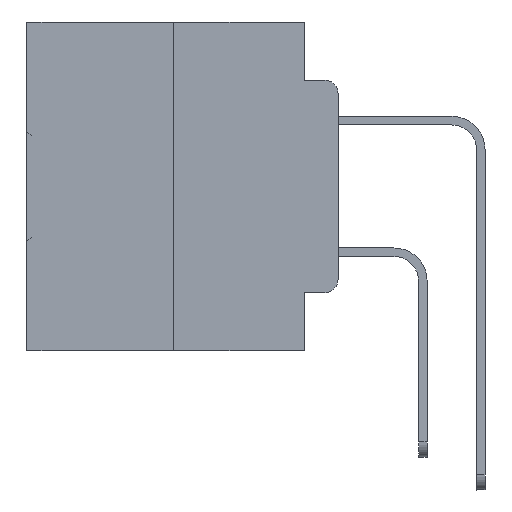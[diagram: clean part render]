
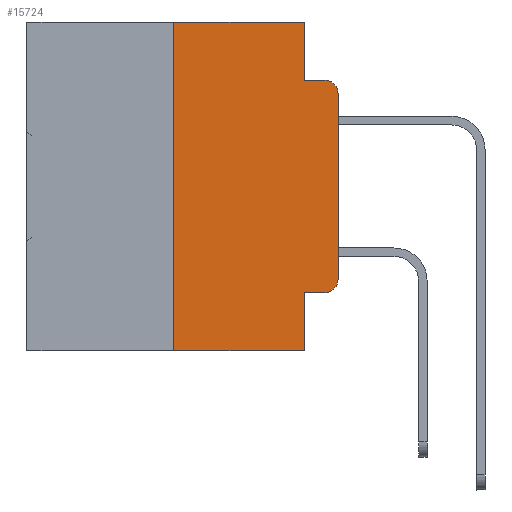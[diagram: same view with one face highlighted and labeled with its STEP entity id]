
A CAD part, left-side view. The second image highlights one B-rep face of the part: STEP entity #15724.
In plain terms, the highlighted planar face has unit normal (-1, 0, 0).
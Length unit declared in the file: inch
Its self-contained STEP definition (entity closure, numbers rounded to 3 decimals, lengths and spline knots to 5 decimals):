
#349 = DIRECTION ( 'NONE',  ( 0., -1., 0. ) ) ;
#402 = CIRCLE ( 'NONE', #29944, 0.02 ) ;
#539 = VECTOR ( 'NONE', #29339, 39.37008 ) ;
#934 = VERTEX_POINT ( 'NONE', #9003 ) ;
#1372 = CARTESIAN_POINT ( 'NONE',  ( 0., 0., 0. ) ) ;
#1432 = LINE ( 'NONE', #34785, #539 ) ;
#1684 = VERTEX_POINT ( 'NONE', #15164 ) ;
#2839 = VECTOR ( 'NONE', #31454, 39.37008 ) ;
#3321 = CARTESIAN_POINT ( 'NONE',  ( 0., 0.02, -0.3915 ) ) ;
#3425 = CARTESIAN_POINT ( 'NONE',  ( 0., 0.02, -0.1085 ) ) ;
#3742 = EDGE_CURVE ( 'NONE', #22830, #35148, #21996, .T. ) ;
#4304 = CARTESIAN_POINT ( 'NONE',  ( 0., 0.051, -0.0885 ) ) ;
#5290 = DIRECTION ( 'NONE',  ( 0., 0., -1. ) ) ;
#5413 = ORIENTED_EDGE ( 'NONE', *, *, #29089, .T. ) ;
#6183 = DIRECTION ( 'NONE',  ( 0., 0., -1. ) ) ;
#6283 = DIRECTION ( 'NONE',  ( 0., 0., -1. ) ) ;
#7581 = DIRECTION ( 'NONE',  ( 0., -1., 0. ) ) ;
#7852 = VECTOR ( 'NONE', #29588, 39.37008 ) ;
#8562 = CARTESIAN_POINT ( 'NONE',  ( 0., 0., -0.3915 ) ) ;
#8968 = VECTOR ( 'NONE', #16824, 39.37008 ) ;
#9003 = CARTESIAN_POINT ( 'NONE',  ( 0., 0.051, -0.4115 ) ) ;
#9079 = FACE_OUTER_BOUND ( 'NONE', #17838, .T. ) ;
#9442 = ORIENTED_EDGE ( 'NONE', *, *, #26492, .F. ) ;
#9456 = CARTESIAN_POINT ( 'NONE',  ( 0., 0.473, 0. ) ) ;
#10604 = DIRECTION ( 'NONE',  ( 0., -1., 0. ) ) ;
#10657 = ORIENTED_EDGE ( 'NONE', *, *, #3742, .T. ) ;
#11354 = EDGE_CURVE ( 'NONE', #25027, #14939, #26143, .T. ) ;
#12845 = VERTEX_POINT ( 'NONE', #25448 ) ;
#13252 = EDGE_CURVE ( 'NONE', #12845, #25027, #31316, .T. ) ;
#13329 = VECTOR ( 'NONE', #349, 39.37008 ) ;
#14603 = CARTESIAN_POINT ( 'NONE',  ( 0., 0.051, -0.4115 ) ) ;
#14939 = VERTEX_POINT ( 'NONE', #25298 ) ;
#15131 = DIRECTION ( 'NONE',  ( 0., 0., -1. ) ) ;
#15164 = CARTESIAN_POINT ( 'NONE',  ( 0., 0.25, -0.5 ) ) ;
#15606 = ORIENTED_EDGE ( 'NONE', *, *, #27256, .T. ) ;
#15724 = ADVANCED_FACE ( 'NONE', ( #9079 ), #26357, .F. ) ;
#16111 = AXIS2_PLACEMENT_3D ( 'NONE', #3321, #23103, #6183 ) ;
#16574 = VERTEX_POINT ( 'NONE', #34358 ) ;
#16824 = DIRECTION ( 'NONE',  ( 0., 0., 1. ) ) ;
#17030 = VECTOR ( 'NONE', #7581, 39.37008 ) ;
#17062 = EDGE_CURVE ( 'NONE', #1684, #16574, #31452, .T. ) ;
#17199 = VERTEX_POINT ( 'NONE', #31422 ) ;
#17239 = VECTOR ( 'NONE', #5290, 39.37008 ) ;
#17378 = CARTESIAN_POINT ( 'NONE',  ( 0., 0., -0.1085 ) ) ;
#17838 = EDGE_LOOP ( 'NONE', ( #10657, #5413, #36138, #21742, #32716, #30146, #15606, #9442, #19642, #35828 ) ) ;
#18657 = VECTOR ( 'NONE', #10604, 39.37008 ) ;
#19411 = CARTESIAN_POINT ( 'NONE',  ( 0., 0.051, 0. ) ) ;
#19642 = ORIENTED_EDGE ( 'NONE', *, *, #28386, .T. ) ;
#21739 = LINE ( 'NONE', #14603, #13329 ) ;
#21742 = ORIENTED_EDGE ( 'NONE', *, *, #13252, .F. ) ;
#21996 = LINE ( 'NONE', #1372, #7852 ) ;
#22830 = VERTEX_POINT ( 'NONE', #8562 ) ;
#23103 = DIRECTION ( 'NONE',  ( -1., 0., 0. ) ) ;
#23212 = DIRECTION ( 'NONE',  ( -1., 0., 0. ) ) ;
#23299 = CIRCLE ( 'NONE', #16111, 0.02 ) ;
#23905 = CARTESIAN_POINT ( 'NONE',  ( 0., 0.02, -0.4115 ) ) ;
#25027 = VERTEX_POINT ( 'NONE', #4304 ) ;
#25298 = CARTESIAN_POINT ( 'NONE',  ( 0., 0.02, -0.0885 ) ) ;
#25448 = CARTESIAN_POINT ( 'NONE',  ( 0., 0.051, 0. ) ) ;
#26143 = LINE ( 'NONE', #27515, #18657 ) ;
#26357 = PLANE ( 'NONE',  #35642 ) ;
#26492 = EDGE_CURVE ( 'NONE', #934, #17199, #32849, .T. ) ;
#27256 = EDGE_CURVE ( 'NONE', #1684, #17199, #1432, .T. ) ;
#27335 = CARTESIAN_POINT ( 'NONE',  ( 0., 0.473, 0. ) ) ;
#27515 = CARTESIAN_POINT ( 'NONE',  ( 0., 0.051, -0.0885 ) ) ;
#28386 = EDGE_CURVE ( 'NONE', #934, #29928, #21739, .T. ) ;
#29089 = EDGE_CURVE ( 'NONE', #35148, #14939, #402, .T. ) ;
#29339 = DIRECTION ( 'NONE',  ( 0., -1., 0. ) ) ;
#29588 = DIRECTION ( 'NONE',  ( 0., 0., 1. ) ) ;
#29928 = VERTEX_POINT ( 'NONE', #23905 ) ;
#29944 = AXIS2_PLACEMENT_3D ( 'NONE', #3425, #23212, #6283 ) ;
#30146 = ORIENTED_EDGE ( 'NONE', *, *, #17062, .F. ) ;
#30849 = CARTESIAN_POINT ( 'NONE',  ( 0., 0.25, 0. ) ) ;
#31098 = LINE ( 'NONE', #27335, #17030 ) ;
#31316 = LINE ( 'NONE', #19411, #17239 ) ;
#31340 = CARTESIAN_POINT ( 'NONE',  ( 0., 0.051, 0. ) ) ;
#31422 = CARTESIAN_POINT ( 'NONE',  ( 0., 0.051, -0.5 ) ) ;
#31452 = LINE ( 'NONE', #30849, #8968 ) ;
#31454 = DIRECTION ( 'NONE',  ( 0., 0., -1. ) ) ;
#31986 = DIRECTION ( 'NONE',  ( 1., 0., 0. ) ) ;
#32716 = ORIENTED_EDGE ( 'NONE', *, *, #35489, .F. ) ;
#32849 = LINE ( 'NONE', #31340, #2839 ) ;
#33959 = EDGE_CURVE ( 'NONE', #29928, #22830, #23299, .T. ) ;
#34358 = CARTESIAN_POINT ( 'NONE',  ( 0., 0.25, 0. ) ) ;
#34785 = CARTESIAN_POINT ( 'NONE',  ( 0., 0.473, -0.5 ) ) ;
#35148 = VERTEX_POINT ( 'NONE', #17378 ) ;
#35489 = EDGE_CURVE ( 'NONE', #16574, #12845, #31098, .T. ) ;
#35642 = AXIS2_PLACEMENT_3D ( 'NONE', #9456, #31986, #15131 ) ;
#35828 = ORIENTED_EDGE ( 'NONE', *, *, #33959, .T. ) ;
#36138 = ORIENTED_EDGE ( 'NONE', *, *, #11354, .F. ) ;
